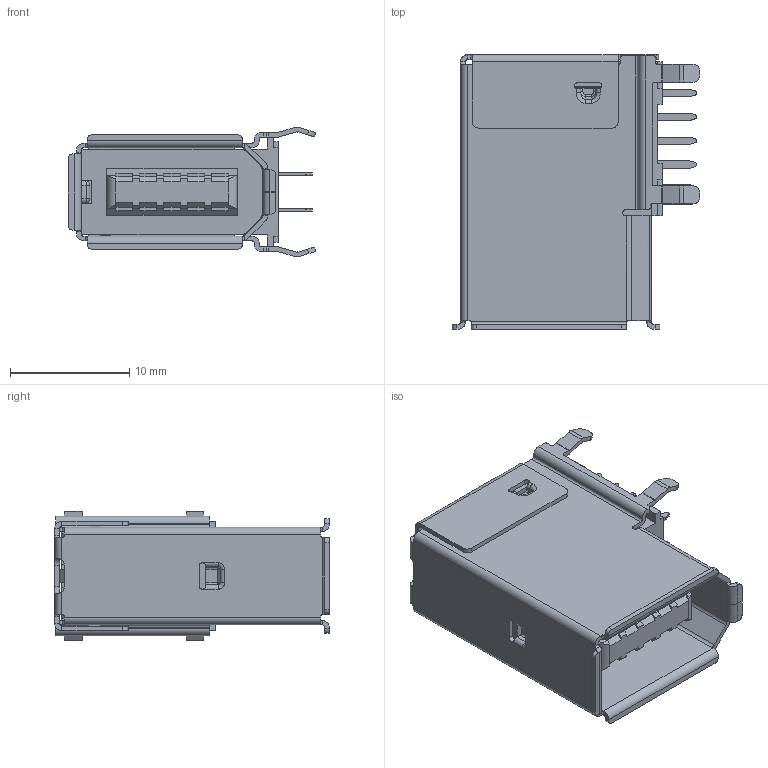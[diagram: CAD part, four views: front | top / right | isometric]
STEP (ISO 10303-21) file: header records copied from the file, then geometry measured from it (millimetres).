
FILE_DESCRIPTION( ('This file contains a STEP AP42 implementation' ,'as created by ZW3D STEP Interface translator.') ,'2;1' );
FILE_NAME( '6130-10MDXXDBNA1.stp' ,'231024.17 029', (''), ('ZWCAD Software Co.'), 'Version 1.0', 'ZW3D to STEP translator', '' );
FILE_SCHEMA(('AUTOMOTIVE_DESIGN { 1 0 10303 214 1 1 1 1 }'));
Length unit declared in the file: millimetre
Products named in the file (1): 0
Bounding box: 20.75 x 23 x 10.88 mm (x, y, z)
Volume: 1415.9 mm3; surface area: 4774.7 mm2
Topology: 1 solids, 12 shells, 1574 faces, 4721 edges, 3083 vertices
Faces by surface type: plane 1064, cylinder 456, bspline 50, sphere 4
Full cylindrical faces by diameter (mm): 0.04 x4
Entity records: 54641 total; most frequent: CARTESIAN_POINT 10459, ORIENTED_EDGE 9378, DIRECTION 8348, EDGE_CURVE 4689, VECTOR 3686, LINE 3686, VERTEX_POINT 3067, AXIS2_PLACEMENT_3D 2331
